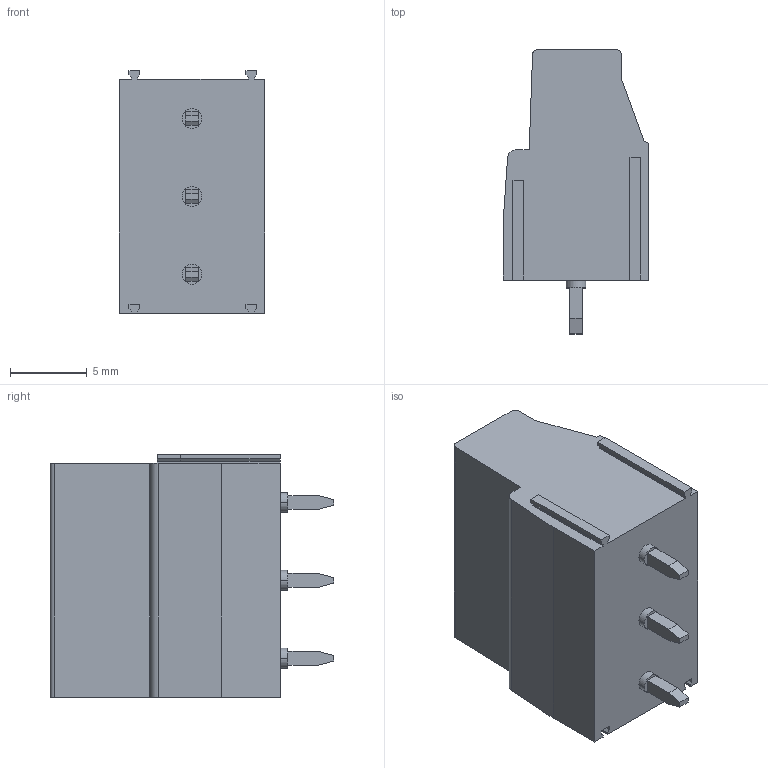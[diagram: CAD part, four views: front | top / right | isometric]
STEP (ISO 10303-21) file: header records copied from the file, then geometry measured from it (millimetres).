
FILE_DESCRIPTION(('SolidDesigner STEP Export'),'2;1');
FILE_NAME('mkdsn_2.5-3-5.08.stp','2014-11-07T 8:16:42',(''),(''),'Creo Elements/Direct Modeling STEP processor for AP214 (Solid Model)','Creo Elements/Direct Modeling 18.1B 29-Sep-2012 (C) Parametric Technology GmbH','');
FILE_SCHEMA(('AUTOMOTIVE_DESIGN { 1 0 10303 214 1 1 1 1 }'));
Length unit declared in the file: millimetre
Products named in the file (2): mkdsn_2.5-3-5.08
Assembly tree (1 placements, depth 2):
  mkdsn_2.5-3-5.08
    mkdsn_2.5-3-5.08
Bounding box: 9.5 x 18.5 x 15.81 mm (x, y, z)
Volume: 1738.4 mm3; surface area: 1274 mm2
Topology: 1 solids, 1 shells, 387 faces, 1023 edges, 657 vertices
Faces by surface type: plane 317, cylinder 35, cone 18, torus 14, sphere 3
Entity records: 15358 total; most frequent: CARTESIAN_POINT 2999, ORIENTED_EDGE 2046, DIRECTION 1727, EDGE_CURVE 1023, VECTOR 793, LINE 793, VERTEX_POINT 657, AXIS2_PLACEMENT_3D 467
